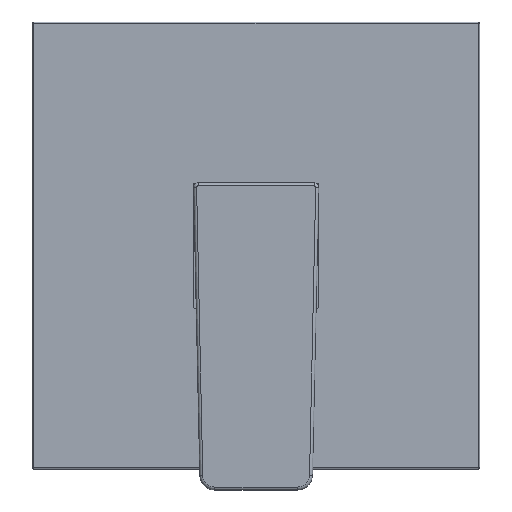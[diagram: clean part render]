
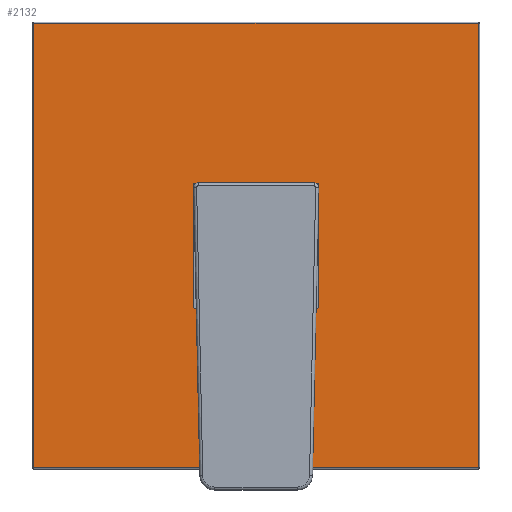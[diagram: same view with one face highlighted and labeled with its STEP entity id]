
A CAD part, left-side view. The second image highlights one B-rep face of the part: STEP entity #2132.
In plain terms, the highlighted face is planar.
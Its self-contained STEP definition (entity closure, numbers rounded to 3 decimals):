
#450=FACE_OUTER_BOUND('',#576,.T.);
#576=EDGE_LOOP('',(#1566,#1567,#1568,#1569));
#707=LINE('',#3739,#866);
#708=LINE('',#3741,#867);
#709=LINE('',#3743,#868);
#710=LINE('',#3744,#869);
#866=VECTOR('',#2969,149.);
#867=VECTOR('',#2970,149.);
#868=VECTOR('',#2971,149.);
#869=VECTOR('',#2972,149.);
#1033=VERTEX_POINT('',#3737);
#1034=VERTEX_POINT('',#3738);
#1035=VERTEX_POINT('',#3740);
#1036=VERTEX_POINT('',#3742);
#1229=EDGE_CURVE('',#1033,#1034,#707,.T.);
#1230=EDGE_CURVE('',#1034,#1035,#708,.T.);
#1231=EDGE_CURVE('',#1035,#1036,#709,.T.);
#1232=EDGE_CURVE('',#1036,#1033,#710,.T.);
#1566=ORIENTED_EDGE('',*,*,#1229,.T.);
#1567=ORIENTED_EDGE('',*,*,#1230,.T.);
#1568=ORIENTED_EDGE('',*,*,#1231,.T.);
#1569=ORIENTED_EDGE('',*,*,#1232,.T.);
#2075=PLANE('',#2578);
#2132=ADVANCED_FACE('',(#450),#2075,.F.);
#2578=AXIS2_PLACEMENT_3D('',#3736,#2967,#2968);
#2967=DIRECTION('center_axis',(0.,0.,1.));
#2968=DIRECTION('ref_axis',(1.,0.,0.));
#2969=DIRECTION('',(0.,1.,0.));
#2970=DIRECTION('',(1.,0.,0.));
#2971=DIRECTION('',(0.,-1.,0.));
#2972=DIRECTION('',(-1.,0.,0.));
#3736=CARTESIAN_POINT('Origin',(0.,0.,0.));
#3737=CARTESIAN_POINT('',(-74.5,-74.5,0.));
#3738=CARTESIAN_POINT('',(-74.5,74.5,0.));
#3739=CARTESIAN_POINT('',(-74.5,-74.5,0.));
#3740=CARTESIAN_POINT('',(74.5,74.5,0.));
#3741=CARTESIAN_POINT('',(-74.5,74.5,0.));
#3742=CARTESIAN_POINT('',(74.5,-74.5,0.));
#3743=CARTESIAN_POINT('',(74.5,74.5,0.));
#3744=CARTESIAN_POINT('',(74.5,-74.5,0.));
